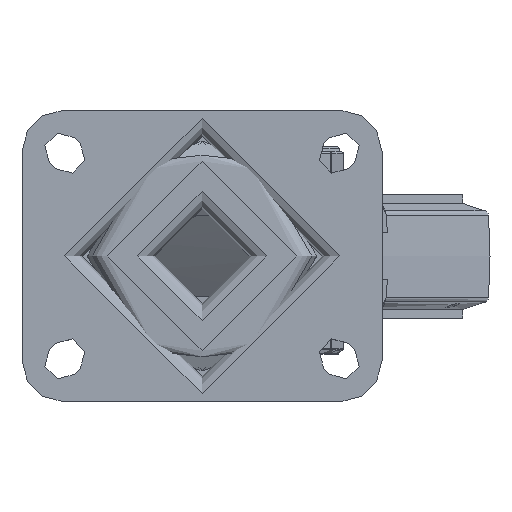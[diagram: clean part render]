
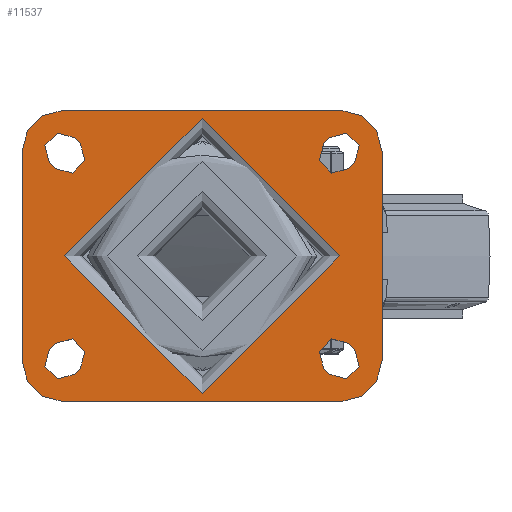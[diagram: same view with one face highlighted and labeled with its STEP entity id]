
A CAD part, top view. The second image highlights one B-rep face of the part: STEP entity #11537.
In plain terms, the highlighted planar face has unit normal (0, 0, 1).
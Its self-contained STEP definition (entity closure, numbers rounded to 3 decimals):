
#1078=FACE_BOUND('',#3927,.T.);
#1079=FACE_BOUND('',#3928,.T.);
#1080=FACE_BOUND('',#3929,.T.);
#1081=FACE_BOUND('',#3930,.T.);
#1082=FACE_BOUND('',#3931,.T.);
#1230=PLANE('',#12533);
#1540=LINE('',#16715,#2275);
#1541=LINE('',#16716,#2276);
#1542=LINE('',#16717,#2277);
#1543=LINE('',#16718,#2278);
#1544=LINE('',#16719,#2279);
#1545=LINE('',#16720,#2280);
#1546=LINE('',#16721,#2281);
#1547=LINE('',#16722,#2282);
#1548=LINE('',#16723,#2283);
#1549=LINE('',#16724,#2284);
#1550=LINE('',#16725,#2285);
#1551=LINE('',#16726,#2286);
#2275=VECTOR('',#13766,1000.);
#2276=VECTOR('',#13767,1000.);
#2277=VECTOR('',#13768,1000.);
#2278=VECTOR('',#13769,1000.);
#2279=VECTOR('',#13770,1000.);
#2280=VECTOR('',#13771,1000.);
#2281=VECTOR('',#13772,1000.);
#2282=VECTOR('',#13773,1000.);
#2283=VECTOR('',#13774,1000.);
#2284=VECTOR('',#13775,1000.);
#2285=VECTOR('',#13776,1000.);
#2286=VECTOR('',#13777,1000.);
#3200=FACE_OUTER_BOUND('',#3926,.T.);
#3926=EDGE_LOOP('',(#8178,#8179,#8180,#8181,#8182,#8183,#8184,#8185));
#3927=EDGE_LOOP('',(#8186));
#3928=EDGE_LOOP('',(#8187,#8188,#8189,#8190));
#3929=EDGE_LOOP('',(#8191,#8192,#8193,#8194));
#3930=EDGE_LOOP('',(#8195,#8196,#8197,#8198));
#3931=EDGE_LOOP('',(#8199,#8200,#8201,#8202));
#4771=CIRCLE('',#12457,5.125);
#4772=CIRCLE('',#12459,5.125);
#4775=CIRCLE('',#12463,5.125);
#4776=CIRCLE('',#12465,5.125);
#4778=CIRCLE('',#12468,5.125);
#4781=CIRCLE('',#12472,5.125);
#4782=CIRCLE('',#12474,5.125);
#4785=CIRCLE('',#12478,5.125);
#4786=CIRCLE('',#12480,12.);
#4788=CIRCLE('',#12483,12.);
#4790=CIRCLE('',#12486,12.);
#4792=CIRCLE('',#12489,12.);
#4795=CIRCLE('',#12494,40.);
#5242=VERTEX_POINT('',#16544);
#5243=VERTEX_POINT('',#16546);
#5244=VERTEX_POINT('',#16550);
#5245=VERTEX_POINT('',#16551);
#5250=VERTEX_POINT('',#16562);
#5251=VERTEX_POINT('',#16564);
#5252=VERTEX_POINT('',#16568);
#5253=VERTEX_POINT('',#16569);
#5256=VERTEX_POINT('',#16577);
#5257=VERTEX_POINT('',#16578);
#5262=VERTEX_POINT('',#16589);
#5263=VERTEX_POINT('',#16591);
#5264=VERTEX_POINT('',#16595);
#5265=VERTEX_POINT('',#16596);
#5270=VERTEX_POINT('',#16607);
#5271=VERTEX_POINT('',#16609);
#5272=VERTEX_POINT('',#16613);
#5273=VERTEX_POINT('',#16614);
#5276=VERTEX_POINT('',#16622);
#5277=VERTEX_POINT('',#16623);
#5280=VERTEX_POINT('',#16631);
#5281=VERTEX_POINT('',#16632);
#5284=VERTEX_POINT('',#16640);
#5285=VERTEX_POINT('',#16641);
#5289=VERTEX_POINT('',#16653);
#6363=EDGE_CURVE('',#5243,#5242,#4771,.T.);
#6365=EDGE_CURVE('',#5244,#5245,#4772,.T.);
#6371=EDGE_CURVE('',#5251,#5250,#4775,.T.);
#6373=EDGE_CURVE('',#5252,#5253,#4776,.T.);
#6377=EDGE_CURVE('',#5256,#5257,#4778,.T.);
#6383=EDGE_CURVE('',#5263,#5262,#4781,.T.);
#6385=EDGE_CURVE('',#5264,#5265,#4782,.T.);
#6391=EDGE_CURVE('',#5271,#5270,#4785,.T.);
#6393=EDGE_CURVE('',#5272,#5273,#4786,.T.);
#6397=EDGE_CURVE('',#5276,#5277,#4788,.T.);
#6401=EDGE_CURVE('',#5280,#5281,#4790,.T.);
#6405=EDGE_CURVE('',#5284,#5285,#4792,.T.);
#6411=EDGE_CURVE('',#5289,#5289,#4795,.T.);
#6440=EDGE_CURVE('',#5281,#5284,#1540,.T.);
#6441=EDGE_CURVE('',#5277,#5280,#1541,.T.);
#6442=EDGE_CURVE('',#5273,#5276,#1542,.T.);
#6443=EDGE_CURVE('',#5285,#5272,#1543,.T.);
#6444=EDGE_CURVE('',#5265,#5271,#1544,.T.);
#6445=EDGE_CURVE('',#5270,#5264,#1545,.T.);
#6446=EDGE_CURVE('',#5257,#5263,#1546,.T.);
#6447=EDGE_CURVE('',#5262,#5256,#1547,.T.);
#6448=EDGE_CURVE('',#5250,#5252,#1548,.T.);
#6449=EDGE_CURVE('',#5253,#5251,#1549,.T.);
#6450=EDGE_CURVE('',#5242,#5244,#1550,.T.);
#6451=EDGE_CURVE('',#5245,#5243,#1551,.T.);
#8178=ORIENTED_EDGE('',*,*,#6405,.F.);
#8179=ORIENTED_EDGE('',*,*,#6440,.F.);
#8180=ORIENTED_EDGE('',*,*,#6401,.F.);
#8181=ORIENTED_EDGE('',*,*,#6441,.F.);
#8182=ORIENTED_EDGE('',*,*,#6397,.F.);
#8183=ORIENTED_EDGE('',*,*,#6442,.F.);
#8184=ORIENTED_EDGE('',*,*,#6393,.F.);
#8185=ORIENTED_EDGE('',*,*,#6443,.F.);
#8186=ORIENTED_EDGE('',*,*,#6411,.F.);
#8187=ORIENTED_EDGE('',*,*,#6444,.T.);
#8188=ORIENTED_EDGE('',*,*,#6391,.T.);
#8189=ORIENTED_EDGE('',*,*,#6445,.T.);
#8190=ORIENTED_EDGE('',*,*,#6385,.T.);
#8191=ORIENTED_EDGE('',*,*,#6446,.T.);
#8192=ORIENTED_EDGE('',*,*,#6383,.T.);
#8193=ORIENTED_EDGE('',*,*,#6447,.T.);
#8194=ORIENTED_EDGE('',*,*,#6377,.T.);
#8195=ORIENTED_EDGE('',*,*,#6448,.T.);
#8196=ORIENTED_EDGE('',*,*,#6373,.T.);
#8197=ORIENTED_EDGE('',*,*,#6449,.T.);
#8198=ORIENTED_EDGE('',*,*,#6371,.T.);
#8199=ORIENTED_EDGE('',*,*,#6450,.T.);
#8200=ORIENTED_EDGE('',*,*,#6365,.T.);
#8201=ORIENTED_EDGE('',*,*,#6451,.T.);
#8202=ORIENTED_EDGE('',*,*,#6363,.T.);
#11537=ADVANCED_FACE('',(#3200,#1078,#1079,#1080,#1081,#1082),#1230,.T.);
#12457=AXIS2_PLACEMENT_3D('',#16547,#13584,#13585);
#12459=AXIS2_PLACEMENT_3D('',#16552,#13589,#13590);
#12463=AXIS2_PLACEMENT_3D('',#16565,#13600,#13601);
#12465=AXIS2_PLACEMENT_3D('',#16570,#13605,#13606);
#12468=AXIS2_PLACEMENT_3D('',#16579,#13613,#13614);
#12472=AXIS2_PLACEMENT_3D('',#16592,#13624,#13625);
#12474=AXIS2_PLACEMENT_3D('',#16597,#13629,#13630);
#12478=AXIS2_PLACEMENT_3D('',#16610,#13640,#13641);
#12480=AXIS2_PLACEMENT_3D('',#16615,#13645,#13646);
#12483=AXIS2_PLACEMENT_3D('',#16624,#13653,#13654);
#12486=AXIS2_PLACEMENT_3D('',#16633,#13661,#13662);
#12489=AXIS2_PLACEMENT_3D('',#16642,#13669,#13670);
#12494=AXIS2_PLACEMENT_3D('',#16654,#13682,#13683);
#12533=AXIS2_PLACEMENT_3D('',#16714,#13764,#13765);
#13584=DIRECTION('center_axis',(0.,0.,-1.));
#13585=DIRECTION('ref_axis',(-1.,0.,0.));
#13589=DIRECTION('center_axis',(0.,0.,-1.));
#13590=DIRECTION('ref_axis',(-1.,0.,0.));
#13600=DIRECTION('center_axis',(0.,0.,-1.));
#13601=DIRECTION('ref_axis',(-1.,0.,0.));
#13605=DIRECTION('center_axis',(0.,0.,-1.));
#13606=DIRECTION('ref_axis',(-1.,0.,0.));
#13613=DIRECTION('center_axis',(0.,0.,-1.));
#13614=DIRECTION('ref_axis',(1.,0.,0.));
#13624=DIRECTION('center_axis',(0.,0.,-1.));
#13625=DIRECTION('ref_axis',(1.,0.,0.));
#13629=DIRECTION('center_axis',(0.,0.,-1.));
#13630=DIRECTION('ref_axis',(1.,0.,0.));
#13640=DIRECTION('center_axis',(0.,0.,-1.));
#13641=DIRECTION('ref_axis',(1.,0.,0.));
#13645=DIRECTION('center_axis',(0.,0.,-1.));
#13646=DIRECTION('ref_axis',(-0.707,0.707,0.));
#13653=DIRECTION('center_axis',(0.,0.,-1.));
#13654=DIRECTION('ref_axis',(0.707,0.707,0.));
#13661=DIRECTION('center_axis',(0.,0.,-1.));
#13662=DIRECTION('ref_axis',(0.707,-0.707,0.));
#13669=DIRECTION('center_axis',(0.,0.,-1.));
#13670=DIRECTION('ref_axis',(-0.707,-0.707,0.));
#13682=DIRECTION('center_axis',(0.,0.,1.));
#13683=DIRECTION('ref_axis',(1.,0.,0.));
#13764=DIRECTION('center_axis',(0.,0.,1.));
#13765=DIRECTION('ref_axis',(1.,0.,0.));
#13766=DIRECTION('',(-1.,0.,0.));
#13767=DIRECTION('',(0.,-1.,0.));
#13768=DIRECTION('',(1.,0.,0.));
#13769=DIRECTION('',(0.,1.,0.));
#13770=DIRECTION('',(-0.707,0.707,0.));
#13771=DIRECTION('',(0.707,-0.707,0.));
#13772=DIRECTION('',(-0.707,-0.707,0.));
#13773=DIRECTION('',(0.707,0.707,0.));
#13774=DIRECTION('',(-0.707,-0.707,0.));
#13775=DIRECTION('',(0.707,0.707,0.));
#13776=DIRECTION('',(-0.707,0.707,0.));
#13777=DIRECTION('',(0.707,-0.707,0.));
#16544=CARTESIAN_POINT('',(37.26,-34.508,0.));
#16546=CARTESIAN_POINT('',(44.508,-27.26,0.));
#16547=CARTESIAN_POINT('Origin',(40.884,-30.884,0.));
#16550=CARTESIAN_POINT('',(35.492,-32.74,0.));
#16551=CARTESIAN_POINT('',(42.74,-25.492,0.));
#16552=CARTESIAN_POINT('Origin',(39.116,-29.116,0.));
#16562=CARTESIAN_POINT('',(44.508,27.26,0.));
#16564=CARTESIAN_POINT('',(37.26,34.508,0.));
#16565=CARTESIAN_POINT('Origin',(40.884,30.884,0.));
#16568=CARTESIAN_POINT('',(42.74,25.492,0.));
#16569=CARTESIAN_POINT('',(35.492,32.74,0.));
#16570=CARTESIAN_POINT('Origin',(39.116,29.116,0.));
#16577=CARTESIAN_POINT('',(-42.74,-25.492,0.));
#16578=CARTESIAN_POINT('',(-35.492,-32.74,0.));
#16579=CARTESIAN_POINT('Origin',(-39.116,-29.116,0.));
#16589=CARTESIAN_POINT('',(-44.508,-27.26,0.));
#16591=CARTESIAN_POINT('',(-37.26,-34.508,0.));
#16592=CARTESIAN_POINT('Origin',(-40.884,-30.884,0.));
#16595=CARTESIAN_POINT('',(-35.492,32.74,0.));
#16596=CARTESIAN_POINT('',(-42.74,25.492,0.));
#16597=CARTESIAN_POINT('Origin',(-39.116,29.116,0.));
#16607=CARTESIAN_POINT('',(-37.26,34.508,0.));
#16609=CARTESIAN_POINT('',(-44.508,27.26,0.));
#16610=CARTESIAN_POINT('Origin',(-40.884,30.884,0.));
#16613=CARTESIAN_POINT('',(-52.5,30.5,0.));
#16614=CARTESIAN_POINT('',(-40.5,42.5,0.));
#16615=CARTESIAN_POINT('Origin',(-40.5,30.5,0.));
#16622=CARTESIAN_POINT('',(40.5,42.5,0.));
#16623=CARTESIAN_POINT('',(52.5,30.5,0.));
#16624=CARTESIAN_POINT('Origin',(40.5,30.5,0.));
#16631=CARTESIAN_POINT('',(52.5,-30.5,0.));
#16632=CARTESIAN_POINT('',(40.5,-42.5,0.));
#16633=CARTESIAN_POINT('Origin',(40.5,-30.5,0.));
#16640=CARTESIAN_POINT('',(-40.5,-42.5,0.));
#16641=CARTESIAN_POINT('',(-52.5,-30.5,0.));
#16642=CARTESIAN_POINT('Origin',(-40.5,-30.5,0.));
#16653=CARTESIAN_POINT('',(40.,0.,0.));
#16654=CARTESIAN_POINT('Origin',(0.,0.,0.));
#16714=CARTESIAN_POINT('Origin',(0.,0.,0.));
#16715=CARTESIAN_POINT('',(52.5,-42.5,0.));
#16716=CARTESIAN_POINT('',(52.5,42.5,0.));
#16717=CARTESIAN_POINT('',(-52.5,42.5,0.));
#16718=CARTESIAN_POINT('',(-52.5,-42.5,0.));
#16719=CARTESIAN_POINT('',(-44.508,27.26,0.));
#16720=CARTESIAN_POINT('',(-37.26,34.508,0.));
#16721=CARTESIAN_POINT('',(-37.26,-34.508,0.));
#16722=CARTESIAN_POINT('',(-44.508,-27.26,0.));
#16723=CARTESIAN_POINT('',(44.508,27.26,0.));
#16724=CARTESIAN_POINT('',(37.26,34.508,0.));
#16725=CARTESIAN_POINT('',(37.26,-34.508,0.));
#16726=CARTESIAN_POINT('',(44.508,-27.26,0.));
